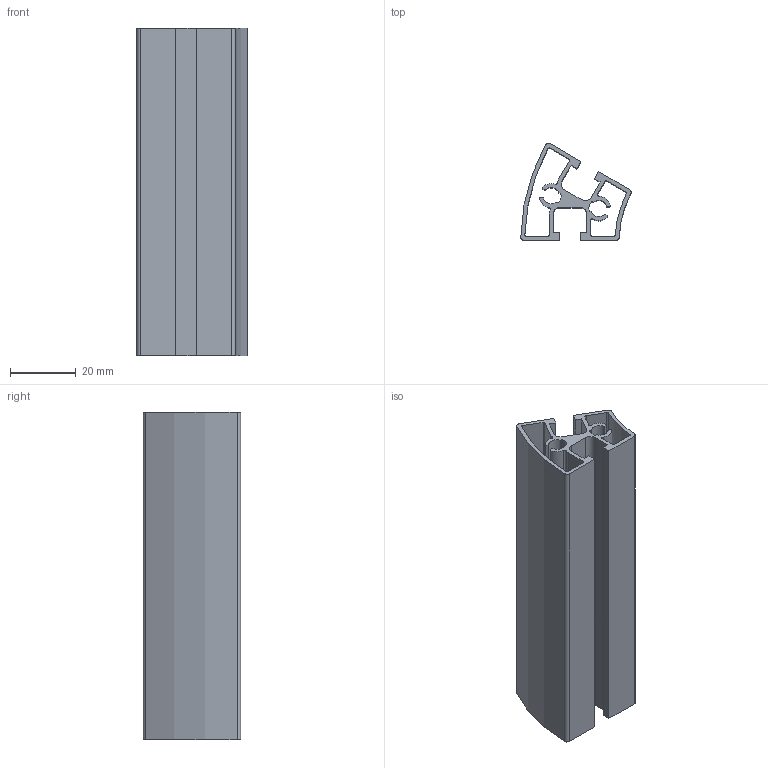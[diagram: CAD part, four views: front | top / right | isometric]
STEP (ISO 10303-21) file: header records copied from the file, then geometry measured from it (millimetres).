
FILE_DESCRIPTION(/* description */ ('Profil 30 R30x30°'),/* implementation_level */ '2;1');
FILE_NAME(/* name */ '153030.stp',/* time_stamp */ '2018-04-29T14:04:51+02:00',/* author */ ('Roudná'),/* organization */ ('Alutec K&K'),/* preprocessor_version */ 'ST-DEVELOPER v16.1',/* originating_system */ 'Autodesk Inventor 2016',/* authorisation */ '');
FILE_SCHEMA (('AUTOMOTIVE_DESIGN { 1 0 10303 214 3 1 1 }'));
Length unit declared in the file: millimetre
Products named in the file (1): 153030
Bounding box: 33.66 x 29.63 x 100 mm (x, y, z)
Volume: 22331.5 mm3; surface area: 31490.1 mm2
Topology: 1 solids, 1 shells, 84 faces, 246 edges, 164 vertices
Faces by surface type: cylinder 48, plane 36
Entity records: 2858 total; most frequent: DIRECTION 512, CARTESIAN_POINT 495, ORIENTED_EDGE 492, EDGE_CURVE 246, AXIS2_PLACEMENT_3D 181, VERTEX_POINT 164, LINE 150, VECTOR 150
